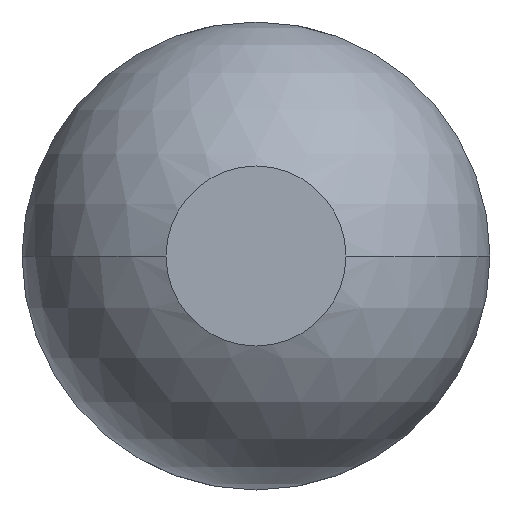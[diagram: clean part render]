
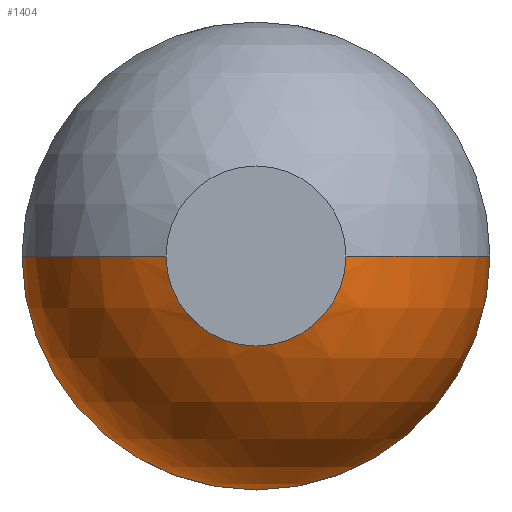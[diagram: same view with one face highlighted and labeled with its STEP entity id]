
A CAD part, front view. The second image highlights one B-rep face of the part: STEP entity #1404.
In plain terms, the highlighted spherical face has radius 0.39 mm.
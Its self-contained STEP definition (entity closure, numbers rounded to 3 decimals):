
#57 = CIRCLE ( 'NONE', #701, 0.15 ) ;
#256 = CARTESIAN_POINT ( 'NONE',  ( -0.39, -35.94, 0. ) ) ;
#311 = FACE_OUTER_BOUND ( 'NONE', #1589, .T. ) ;
#330 = AXIS2_PLACEMENT_3D ( 'NONE', #1551, #1920, #1486 ) ;
#345 = ORIENTED_EDGE ( 'NONE', *, *, #2872, .F. ) ;
#513 = EDGE_CURVE ( 'Defeature ausgef�hrt1_5+Defeature ausgef�hrt1_4+Defeature ausgef�hrt1_4+Defeature ausgef�hrt1_4', #1906, #2371, #1097, .T. ) ;
#631 = DIRECTION ( 'NONE',  ( 0., 0., -1. ) ) ;
#642 = DIRECTION ( 'NONE',  ( 0., 1., 0. ) ) ;
#701 = AXIS2_PLACEMENT_3D ( 'NONE', #866, #3555, #2662 ) ;
#842 = AXIS2_PLACEMENT_3D ( 'NONE', #1733, #964, #631 ) ;
#856 = DIRECTION ( 'NONE',  ( 0., 1., 0. ) ) ;
#866 = CARTESIAN_POINT ( 'NONE',  ( 0., -36.3, 0. ) ) ;
#964 = DIRECTION ( 'NONE',  ( 0., -1., 0. ) ) ;
#1031 = EDGE_CURVE ( 'Defeature ausgef�hrt1_19+Defeature ausgef�hrt1_4+Defeature ausgef�hrt1_4+Defeature ausgef�hrt1_4', #1675, #1644, #57, .T. ) ;
#1063 = CARTESIAN_POINT ( 'NONE',  ( 0.39, -35.94, 0. ) ) ;
#1097 = CIRCLE ( 'NONE', #2426, 0.39 ) ;
#1190 = DIRECTION ( 'NONE',  ( 0., 0., 1. ) ) ;
#1404 = ADVANCED_FACE ( 'Defeature ausgef�hrt1_4', ( #311 ), #3379, .T. ) ;
#1486 = DIRECTION ( 'NONE',  ( 1., 0., 0. ) ) ;
#1534 = EDGE_CURVE ( 'Defeature ausgef�hrt1_5+Defeature ausgef�hrt1_4+Defeature ausgef�hrt1_4+Defeature ausgef�hrt1_4', #2371, #1787, #1703, .T. ) ;
#1551 = CARTESIAN_POINT ( 'NONE',  ( 0., -35.94, 0. ) ) ;
#1589 = EDGE_LOOP ( 'NONE', ( #4542, #2367, #3274, #3657, #345, #2024 ) ) ;
#1644 = VERTEX_POINT ( 'NONE', #4400 ) ;
#1675 = VERTEX_POINT ( 'NONE', #2791 ) ;
#1691 = AXIS2_PLACEMENT_3D ( 'NONE', #1985, #856, #1190 ) ;
#1703 = CIRCLE ( 'NONE', #1691, 0.39 ) ;
#1709 = EDGE_CURVE ( 'Defeature ausgef�hrt1_19+Defeature ausgef�hrt1_4+Defeature ausgef�hrt1_4+Defeature ausgef�hrt1_4', #1644, #4492, #4085, .T. ) ;
#1733 = CARTESIAN_POINT ( 'NONE',  ( 0., -36.3, 0. ) ) ;
#1787 = VERTEX_POINT ( 'NONE', #256 ) ;
#1799 = CARTESIAN_POINT ( 'NONE',  ( 0., -35.94, 0. ) ) ;
#1875 = CARTESIAN_POINT ( 'NONE',  ( 0., -35.94, 0. ) ) ;
#1906 = VERTEX_POINT ( 'NONE', #1063 ) ;
#1920 = DIRECTION ( 'NONE',  ( 0., 0., -1. ) ) ;
#1985 = CARTESIAN_POINT ( 'NONE',  ( 0., -35.94, 0. ) ) ;
#2024 = ORIENTED_EDGE ( 'NONE', *, *, #1709, .F. ) ;
#2073 = CARTESIAN_POINT ( 'NONE',  ( 0., -35.94, -0.39 ) ) ;
#2197 = CARTESIAN_POINT ( 'NONE',  ( 0.15, -36.3, 0. ) ) ;
#2249 = DIRECTION ( 'NONE',  ( 0., 0., 1. ) ) ;
#2367 = ORIENTED_EDGE ( 'NONE', *, *, #4996, .T. ) ;
#2371 = VERTEX_POINT ( 'NONE', #2073 ) ;
#2426 = AXIS2_PLACEMENT_3D ( 'NONE', #4444, #642, #3326 ) ;
#2541 = DIRECTION ( 'NONE',  ( -1., 0., 0. ) ) ;
#2662 = DIRECTION ( 'NONE',  ( 0., 0., -1. ) ) ;
#2791 = CARTESIAN_POINT ( 'NONE',  ( -0.15, -36.3, 0. ) ) ;
#2872 = EDGE_CURVE ( 'NONE', #4492, #1906, #4087, .T. ) ;
#3242 = CIRCLE ( 'NONE', #3880, 0.39 ) ;
#3274 = ORIENTED_EDGE ( 'NONE', *, *, #1534, .F. ) ;
#3326 = DIRECTION ( 'NONE',  ( 0., 0., 1. ) ) ;
#3379 = SPHERICAL_SURFACE ( 'NONE', #330, 0.39 ) ;
#3431 = DIRECTION ( 'NONE',  ( 1., 0., 0. ) ) ;
#3555 = DIRECTION ( 'NONE',  ( 0., -1., 0. ) ) ;
#3657 = ORIENTED_EDGE ( 'NONE', *, *, #513, .F. ) ;
#3749 = AXIS2_PLACEMENT_3D ( 'NONE', #1875, #2249, #3431 ) ;
#3880 = AXIS2_PLACEMENT_3D ( 'NONE', #1799, #4090, #2541 ) ;
#4085 = CIRCLE ( 'NONE', #842, 0.15 ) ;
#4087 = CIRCLE ( 'NONE', #3749, 0.39 ) ;
#4090 = DIRECTION ( 'NONE',  ( 0., 0., -1. ) ) ;
#4400 = CARTESIAN_POINT ( 'NONE',  ( 0., -36.3, -0.15 ) ) ;
#4444 = CARTESIAN_POINT ( 'NONE',  ( 0., -35.94, 0. ) ) ;
#4492 = VERTEX_POINT ( 'NONE', #2197 ) ;
#4542 = ORIENTED_EDGE ( 'NONE', *, *, #1031, .F. ) ;
#4996 = EDGE_CURVE ( 'NONE', #1675, #1787, #3242, .T. ) ;
